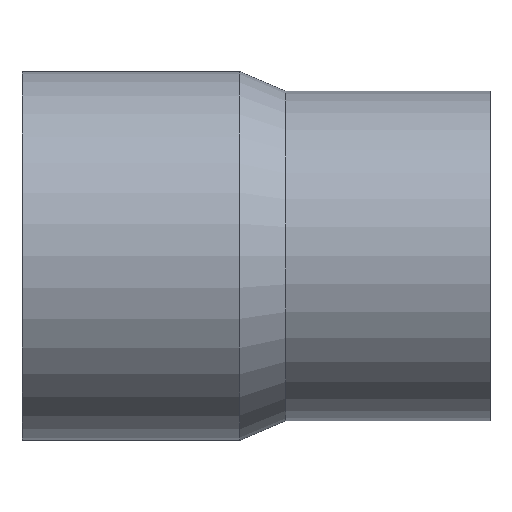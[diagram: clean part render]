
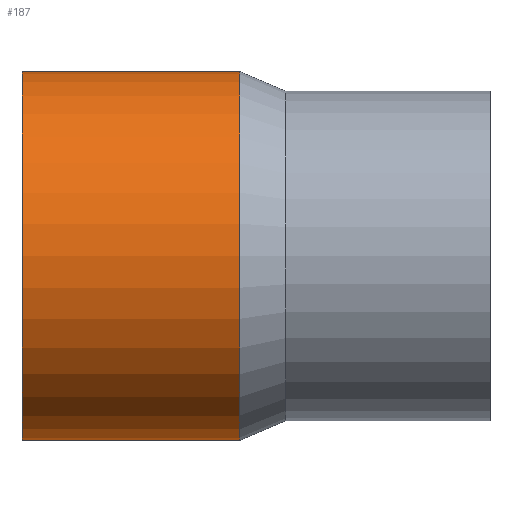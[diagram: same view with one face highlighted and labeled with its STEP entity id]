
A CAD part, top view. The second image highlights one B-rep face of the part: STEP entity #187.
In plain terms, the highlighted cylindrical face has radius 140 mm (diameter 280 mm), a partial arc.
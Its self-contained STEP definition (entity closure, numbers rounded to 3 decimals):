
#119 = EDGE_CURVE( '', #179, #143, #257, .T. );
#133 = EDGE_CURVE( '', #135, #143, #273, .T. );
#135 = VERTEX_POINT( '', #275 );
#143 = VERTEX_POINT( '', #283 );
#145 = VERTEX_POINT( '', #285 );
#157 = EDGE_CURVE( '', #179, #145, #298, .T. );
#179 = VERTEX_POINT( '', #326 );
#187 = ADVANCED_FACE( '', ( #335 ), #336, .T. );
#191 = EDGE_CURVE( '', #145, #135, #340, .T. );
#257 = CIRCLE( '', #411, 140. );
#273 = LINE( '', #431, #432 );
#275 = CARTESIAN_POINT( '', ( 165., 140., 0. ) );
#283 = CARTESIAN_POINT( '', ( 0., 140., 0. ) );
#285 = CARTESIAN_POINT( '', ( 165., -140., 0. ) );
#298 = LINE( '', #467, #468 );
#326 = CARTESIAN_POINT( '', ( 0., -140., 0. ) );
#335 = FACE_OUTER_BOUND( '', #511, .T. );
#336 = CYLINDRICAL_SURFACE( '', #512, 140. );
#340 = CIRCLE( '', #518, 140. );
#411 = AXIS2_PLACEMENT_3D( '', #581, #582, #583 );
#431 = CARTESIAN_POINT( '', ( 82.5, 140., 0. ) );
#432 = VECTOR( '', #604, 1. );
#467 = CARTESIAN_POINT( '', ( 82.5, -140., 0. ) );
#468 = VECTOR( '', #625, 1. );
#511 = EDGE_LOOP( '', ( #679, #680, #681, #682 ) );
#512 = AXIS2_PLACEMENT_3D( '', #683, #684, #685 );
#518 = AXIS2_PLACEMENT_3D( '', #689, #690, #691 );
#581 = CARTESIAN_POINT( '', ( 0., 0., 0. ) );
#582 = DIRECTION( '', ( -1., 0., 0. ) );
#583 = DIRECTION( '', ( 0., 1., 0. ) );
#604 = DIRECTION( '', ( -1., 0., 0. ) );
#625 = DIRECTION( '', ( 1., 0., 0. ) );
#679 = ORIENTED_EDGE( '', *, *, #133, .T. );
#680 = ORIENTED_EDGE( '', *, *, #119, .F. );
#681 = ORIENTED_EDGE( '', *, *, #157, .T. );
#682 = ORIENTED_EDGE( '', *, *, #191, .T. );
#683 = CARTESIAN_POINT( '', ( 82.5, 0., 0. ) );
#684 = DIRECTION( '', ( 1., 0., 0. ) );
#685 = DIRECTION( '', ( 0., 1., 0. ) );
#689 = CARTESIAN_POINT( '', ( 165., 0., 0. ) );
#690 = DIRECTION( '', ( -1., 0., 0. ) );
#691 = DIRECTION( '', ( 0., 1., 0. ) );
